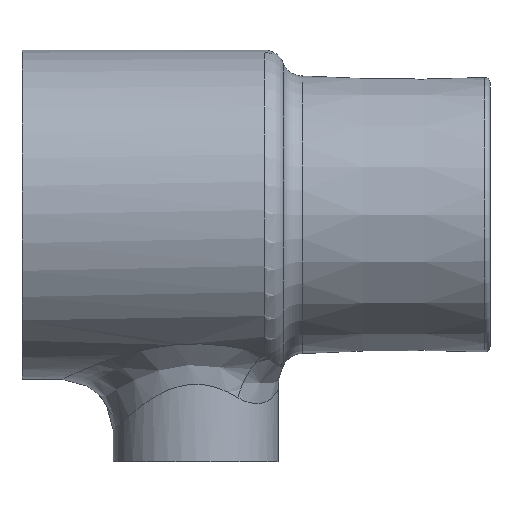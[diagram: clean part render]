
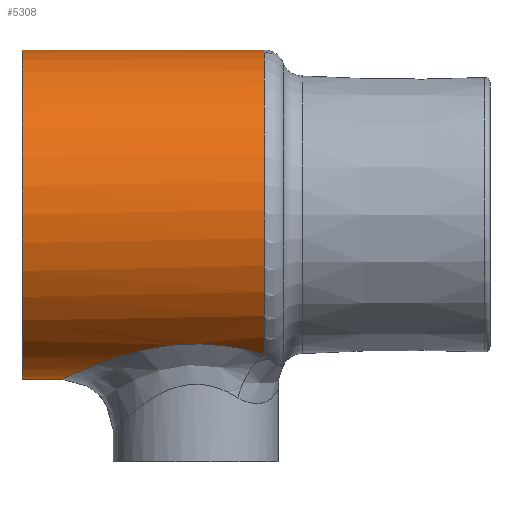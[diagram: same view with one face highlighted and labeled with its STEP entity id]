
A CAD part, top view. The second image highlights one B-rep face of the part: STEP entity #5308.
In plain terms, the highlighted cylindrical face has radius 16 mm (diameter 32 mm), a full revolution.
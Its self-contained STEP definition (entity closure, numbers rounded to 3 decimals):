
#214=CYLINDRICAL_SURFACE('',#5541,16.);
#566=FACE_OUTER_BOUND('',#882,.T.);
#882=EDGE_LOOP('',(#4787,#4788,#4789,#4790,#4791,#4792,#4793));
#959=CIRCLE('',#5420,16.);
#1002=CIRCLE('',#5542,16.);
#1003=CIRCLE('',#5543,16.);
#1368=B_SPLINE_CURVE_WITH_KNOTS('',3,(#15998,#15999,#16000,#16001,#16002,
#16003,#16004,#16005,#16006),.UNSPECIFIED.,.F.,.F.,(4,1,1,1,1,1,4),(-5.63,
-5.228,-4.826,-4.424,-4.022,
-3.217,-2.815),.UNSPECIFIED.);
#1369=B_SPLINE_CURVE_WITH_KNOTS('',3,(#16011,#16012,#16013,#16014,#16015,
#16016,#16017,#16018,#16019,#16020),.UNSPECIFIED.,.F.,.F.,(4,1,1,1,1,1,
1,4),(-2.815,-2.681,-2.413,-1.609,
-1.207,-0.804,-0.402,0.),.UNSPECIFIED.);
#1710=LINE('',#16021,#2054);
#2054=VECTOR('',#6262,15.);
#2279=VERTEX_POINT('',#10572);
#2587=VERTEX_POINT('',#15996);
#2588=VERTEX_POINT('',#15997);
#2589=VERTEX_POINT('',#16007);
#2590=VERTEX_POINT('',#16009);
#2843=EDGE_CURVE('',#2279,#2279,#959,.F.);
#3342=EDGE_CURVE('',#2587,#2588,#1368,.T.);
#3343=EDGE_CURVE('',#2589,#2587,#1002,.T.);
#3344=EDGE_CURVE('',#2590,#2589,#1003,.T.);
#3345=EDGE_CURVE('',#2588,#2590,#1369,.T.);
#3346=EDGE_CURVE('',#2588,#2279,#1710,.T.);
#4787=ORIENTED_EDGE('',*,*,#3342,.F.);
#4788=ORIENTED_EDGE('',*,*,#3343,.F.);
#4789=ORIENTED_EDGE('',*,*,#3344,.F.);
#4790=ORIENTED_EDGE('',*,*,#3345,.F.);
#4791=ORIENTED_EDGE('',*,*,#3346,.T.);
#4792=ORIENTED_EDGE('',*,*,#2843,.F.);
#4793=ORIENTED_EDGE('',*,*,#3346,.F.);
#5308=ADVANCED_FACE('',(#566),#214,.T.);
#5420=AXIS2_PLACEMENT_3D('',#10573,#5777,#5778);
#5541=AXIS2_PLACEMENT_3D('',#15995,#6256,#6257);
#5542=AXIS2_PLACEMENT_3D('',#16008,#6258,#6259);
#5543=AXIS2_PLACEMENT_3D('',#16010,#6260,#6261);
#5777=DIRECTION('center_axis',(1.,0.,0.));
#5778=DIRECTION('ref_axis',(0.,1.,0.));
#6256=DIRECTION('center_axis',(1.,0.,0.));
#6257=DIRECTION('ref_axis',(0.,1.,0.));
#6258=DIRECTION('center_axis',(1.,0.,0.));
#6259=DIRECTION('ref_axis',(0.,1.,0.));
#6260=DIRECTION('center_axis',(1.,0.,0.));
#6261=DIRECTION('ref_axis',(0.,1.,0.));
#6262=DIRECTION('',(-1.,0.,0.));
#10572=CARTESIAN_POINT('',(-10.224,-22.,0.));
#10573=CARTESIAN_POINT('Origin',(-10.224,-6.,0.));
#15995=CARTESIAN_POINT('Origin',(9.776,-6.,0.));
#15996=CARTESIAN_POINT('',(13.305,-19.549,8.51));
#15997=CARTESIAN_POINT('',(-6.347,-21.999,0.));
#15998=CARTESIAN_POINT('Ctrl Pts',(13.305,-19.549,8.51));
#15999=CARTESIAN_POINT('Ctrl Pts',(12.209,-19.237,9.007));
#16000=CARTESIAN_POINT('Ctrl Pts',(9.794,-18.677,9.772));
#16001=CARTESIAN_POINT('Ctrl Pts',(5.717,-18.454,10.043));
#16002=CARTESIAN_POINT('Ctrl Pts',(1.791,-19.009,9.344));
#16003=CARTESIAN_POINT('Ctrl Pts',(-2.637,-20.307,
7.389));
#16004=CARTESIAN_POINT('Ctrl Pts',(-5.713,-21.703,4.087));
#16005=CARTESIAN_POINT('Ctrl Pts',(-6.344,-21.997,
1.022));
#16006=CARTESIAN_POINT('Ctrl Pts',(-6.347,-21.999,
0.));
#16007=CARTESIAN_POINT('',(13.305,-6.,-16.));
#16008=CARTESIAN_POINT('Origin',(13.305,-6.,0.));
#16009=CARTESIAN_POINT('',(13.305,-19.549,-8.51));
#16010=CARTESIAN_POINT('Origin',(13.305,-6.,0.));
#16011=CARTESIAN_POINT('Ctrl Pts',(-6.347,-21.999,
0.));
#16012=CARTESIAN_POINT('Ctrl Pts',(-6.348,-22.,
-0.341));
#16013=CARTESIAN_POINT('Ctrl Pts',(-6.282,-21.97,
-1.363));
#16014=CARTESIAN_POINT('Ctrl Pts',(-5.443,-21.58,
-4.366));
#16015=CARTESIAN_POINT('Ctrl Pts',(-2.646,-20.311,
-7.385));
#16016=CARTESIAN_POINT('Ctrl Pts',(1.792,-19.008,-9.344));
#16017=CARTESIAN_POINT('Ctrl Pts',(5.717,-18.455,-10.043));
#16018=CARTESIAN_POINT('Ctrl Pts',(9.794,-18.677,-9.772));
#16019=CARTESIAN_POINT('Ctrl Pts',(12.209,-19.237,-9.007));
#16020=CARTESIAN_POINT('Ctrl Pts',(13.305,-19.549,-8.51));
#16021=CARTESIAN_POINT('',(9.776,-22.,0.));
